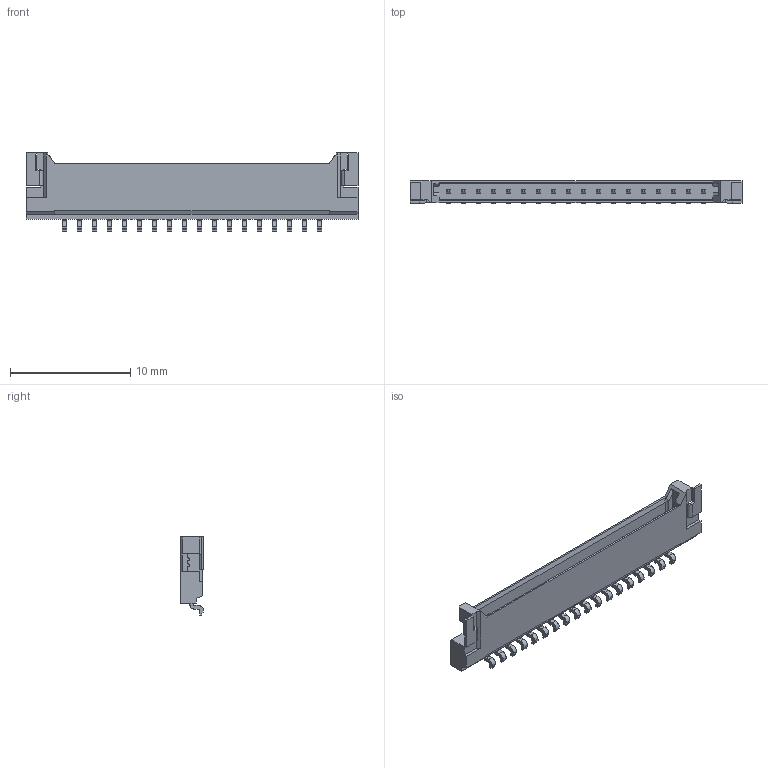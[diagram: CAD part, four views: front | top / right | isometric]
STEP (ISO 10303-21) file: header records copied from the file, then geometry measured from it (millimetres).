
FILE_DESCRIPTION((''),'2;1');
FILE_NAME('537801870','2014-02-28T',('me'),(''),'PRO/ENGINEER BY PARAMETRIC TECHNOLOGY CORPORATION, 2011490','PRO/ENGINEER BY PARAMETRIC TECHNOLOGY CORPORATION, 2011490','');
FILE_SCHEMA(('CONFIG_CONTROL_DESIGN'));
Length unit declared in the file: millimetre
Products named in the file (1): 537801870
Bounding box: 27.65 x 1.9 x 6.5 mm (x, y, z)
Volume: 116.1 mm3; surface area: 659.6 mm2
Topology: 1 solids, 1 shells, 596 faces, 1641 edges, 1086 vertices
Faces by surface type: plane 508, cylinder 88
Entity records: 18558 total; most frequent: CARTESIAN_POINT 3310, ORIENTED_EDGE 3122, DIRECTION 2989, EDGE_CURVE 1561, VECTOR 1467, LINE 1467, VERTEX_POINT 1006, AXIS2_PLACEMENT_3D 761
